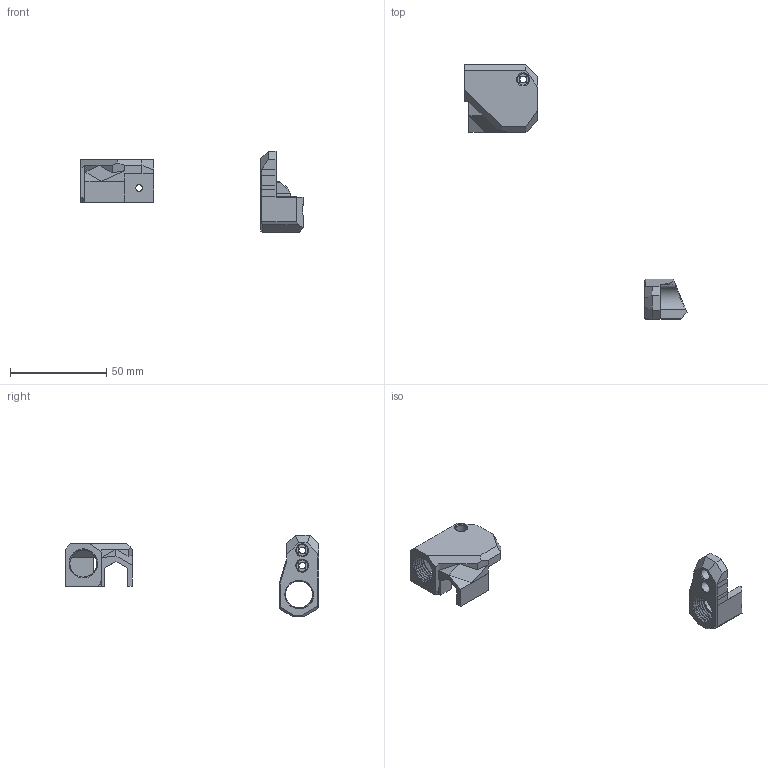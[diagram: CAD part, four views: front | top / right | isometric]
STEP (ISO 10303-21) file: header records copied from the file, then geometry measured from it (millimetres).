
FILE_DESCRIPTION(/* description */ (''),/* implementation_level */ '2;1');
FILE_NAME(/* name */ 'R1 Zumbilical v1.step',/* time_stamp */ '2024-03-07T17:00:38-06:00',/* author */ (''),/* organization */ (''),/* preprocessor_version */ 'ST-DEVELOPER v20',/* originating_system */ 'Autodesk Translation Framework v12.20.1.177',/* authorisation */ '');
FILE_SCHEMA (('AUTOMOTIVE_DESIGN { 1 0 10303 214 3 1 1 }'));
Length unit declared in the file: millimetre
Products named in the file (2): Zumbilical_bed frame umbilical bracket; R1_Main_Assembly v38_micron R1 z umbilical
Assembly tree (1 placements, depth 2):
  Zumbilical_bed frame umbilical bracket
    R1_Main_Assembly v38_micron R1 z umbilical
Bounding box: 115.42 x 131.94 x 42.58 mm (x, y, z)
Volume: 18565.7 mm3; surface area: 10652.8 mm2
Topology: 2 solids, 2 shells, 205 faces, 570 edges, 365 vertices
Faces by surface type: plane 131, cylinder 37, bspline 31, cone 6
Full cylindrical faces by diameter (mm): 3.4 x4, 6 x6, 14.01 x8, 15.35 x10
Entity records: 12041 total; most frequent: CARTESIAN_POINT 7027, ORIENTED_EDGE 1140, DIRECTION 858, EDGE_CURVE 570, VERTEX_POINT 365, LINE 352, VECTOR 352, AXIS2_PLACEMENT_3D 253
